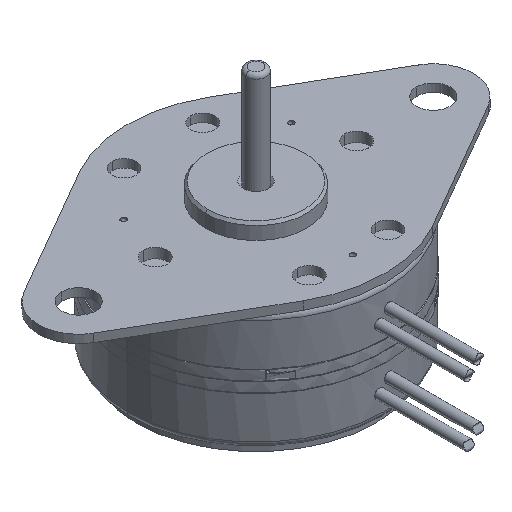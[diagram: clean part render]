
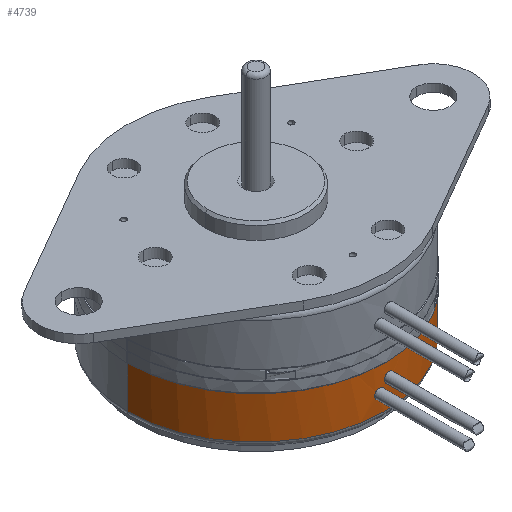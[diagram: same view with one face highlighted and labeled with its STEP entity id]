
A CAD part, isometric view. The second image highlights one B-rep face of the part: STEP entity #4739.
In plain terms, the highlighted cylindrical face has radius 12.639 mm (diameter 25.278 mm), a partial arc.
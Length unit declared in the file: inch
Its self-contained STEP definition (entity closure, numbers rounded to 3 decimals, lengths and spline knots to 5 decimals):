
#332=CARTESIAN_POINT('',(0.,0.,0.));
#333=DIRECTION('',(0.,0.,-1.));
#334=DIRECTION('',(1.,0.,0.));
#335=AXIS2_PLACEMENT_3D('',#332,#333,#334);
#403=DIRECTION('',(0.,0.,-1.));
#404=VECTOR('',#403,0.2044);
#405=CARTESIAN_POINT('',(-0.4976,0.,0.));
#406=LINE('',#405,#404);
#407=DIRECTION('',(0.,0.,1.));
#408=VECTOR('',#407,0.2044);
#409=CARTESIAN_POINT('',(0.4976,0.,-0.2044));
#410=LINE('',#409,#408);
#583=CARTESIAN_POINT('',(0.,0.,0.));
#584=DIRECTION('',(0.,0.,-1.));
#585=DIRECTION('',(0.535,-0.845,0.));
#586=AXIS2_PLACEMENT_3D('',#583,#584,#585);
#629=CARTESIAN_POINT('',(0.33233,-0.37036,-0.01));
#630=CARTESIAN_POINT('',(0.33233,-0.37036,
-0.00868));
#631=CARTESIAN_POINT('',(0.33268,-0.37004,
-0.00622));
#632=CARTESIAN_POINT('',(0.33436,-0.36853,
-0.00275));
#633=CARTESIAN_POINT('',(0.33696,-0.36616,
-0.00049));
#634=CARTESIAN_POINT('',(0.33881,-0.36444,0.));
#635=CARTESIAN_POINT('',(0.3398,-0.36351,0.));
#637=DIRECTION('',(0.,0.,-1.));
#638=VECTOR('',#637,0.027);
#639=CARTESIAN_POINT('',(0.26638,-0.42029,0.));
#640=LINE('',#639,#638);
#641=DIRECTION('',(0.,0.,-1.));
#642=VECTOR('',#641,0.01);
#643=CARTESIAN_POINT('',(0.32512,-0.3767,-0.027));
#644=LINE('',#643,#642);
#645=DIRECTION('',(0.,0.,1.));
#646=VECTOR('',#645,0.027);
#647=CARTESIAN_POINT('',(0.33233,-0.37036,-0.037));
#648=LINE('',#647,#646);
#649=CARTESIAN_POINT('',(0.037,-0.49622,-0.0981));
#650=CARTESIAN_POINT('',(0.037,-0.49622,
-0.09564));
#651=CARTESIAN_POINT('',(0.03611,-0.49629,
-0.09107));
#652=CARTESIAN_POINT('',(0.03198,-0.49658,
-0.0847));
#653=CARTESIAN_POINT('',(0.0258,-0.49695,
-0.08058));
#654=CARTESIAN_POINT('',(0.01849,-0.49728,
-0.07911));
#655=CARTESIAN_POINT('',(0.01119,-0.49749,
-0.08059));
#656=CARTESIAN_POINT('',(0.00501,-0.49758,
-0.08471));
#657=CARTESIAN_POINT('',(0.00089,-0.4976,
-0.09108));
#658=CARTESIAN_POINT('',(0.,-0.4976,-0.09564));
#659=CARTESIAN_POINT('',(0.,-0.4976,-0.0981));
#661=CARTESIAN_POINT('',(0.,-0.4976,-0.0981));
#662=CARTESIAN_POINT('',(0.,-0.4976,-0.10057));
#663=CARTESIAN_POINT('',(0.0009,-0.4976,
-0.10514));
#664=CARTESIAN_POINT('',(0.00503,-0.49758,
-0.11151));
#665=CARTESIAN_POINT('',(0.01121,-0.49749,
-0.11562));
#666=CARTESIAN_POINT('',(0.01852,-0.49727,
-0.11709));
#667=CARTESIAN_POINT('',(0.02582,-0.49695,
-0.11561));
#668=CARTESIAN_POINT('',(0.032,-0.49658,
-0.11148));
#669=CARTESIAN_POINT('',(0.03612,-0.49629,
-0.10511));
#670=CARTESIAN_POINT('',(0.037,-0.49622,
-0.10055));
#671=CARTESIAN_POINT('',(0.037,-0.49622,-0.0981));
#673=CARTESIAN_POINT('',(0.,-0.4976,-0.1351));
#674=CARTESIAN_POINT('',(0.,-0.4976,-0.13263));
#675=CARTESIAN_POINT('',(-0.0009,-0.4976,
-0.12806));
#676=CARTESIAN_POINT('',(-0.00503,-0.49758,
-0.12169));
#677=CARTESIAN_POINT('',(-0.01121,-0.49749,
-0.11758));
#678=CARTESIAN_POINT('',(-0.01852,-0.49727,
-0.11611));
#679=CARTESIAN_POINT('',(-0.02582,-0.49695,
-0.11759));
#680=CARTESIAN_POINT('',(-0.032,-0.49658,
-0.12172));
#681=CARTESIAN_POINT('',(-0.03612,-0.49629,
-0.12809));
#682=CARTESIAN_POINT('',(-0.037,-0.49622,
-0.13265));
#683=CARTESIAN_POINT('',(-0.037,-0.49622,-0.1351));
#685=CARTESIAN_POINT('',(-0.037,-0.49622,-0.1351));
#686=CARTESIAN_POINT('',(-0.037,-0.49622,
-0.13756));
#687=CARTESIAN_POINT('',(-0.03611,-0.49629,
-0.14213));
#688=CARTESIAN_POINT('',(-0.03198,-0.49658,
-0.1485));
#689=CARTESIAN_POINT('',(-0.0258,-0.49695,
-0.15262));
#690=CARTESIAN_POINT('',(-0.01849,-0.49728,
-0.15409));
#691=CARTESIAN_POINT('',(-0.01119,-0.49749,
-0.15261));
#692=CARTESIAN_POINT('',(-0.00501,-0.49758,
-0.14849));
#693=CARTESIAN_POINT('',(-0.00089,-0.4976,
-0.14212));
#694=CARTESIAN_POINT('',(0.,-0.4976,-0.13756));
#695=CARTESIAN_POINT('',(0.,-0.4976,-0.1351));
#702=CARTESIAN_POINT('',(0.,0.,-0.2044));
#703=DIRECTION('',(0.,0.,1.));
#704=DIRECTION('',(-1.,0.,0.));
#705=AXIS2_PLACEMENT_3D('',#702,#703,#704);
#1155=CARTESIAN_POINT('',(0.,0.,-0.027));
#1156=DIRECTION('',(0.,0.,-1.));
#1157=DIRECTION('',(0.653,-0.757,0.));
#1158=AXIS2_PLACEMENT_3D('',#1155,#1156,#1157);
#1173=CARTESIAN_POINT('',(0.,0.,-0.037));
#1174=DIRECTION('',(0.,0.,-1.));
#1175=DIRECTION('',(0.668,-0.744,0.));
#1176=AXIS2_PLACEMENT_3D('',#1173,#1174,#1175);
#3429=CARTESIAN_POINT('',(0.4976,0.,-0.2044));
#3430=VERTEX_POINT('',#3429);
#3431=CARTESIAN_POINT('',(-0.4976,0.,-0.2044));
#3432=VERTEX_POINT('',#3431);
#3433=CARTESIAN_POINT('',(0.4976,0.,0.));
#3434=CARTESIAN_POINT('',(0.3398,-0.36351,
0.));
#3435=VERTEX_POINT('',#3433);
#3436=VERTEX_POINT('',#3434);
#3437=CARTESIAN_POINT('',(-0.4976,0.,0.));
#3438=VERTEX_POINT('',#3437);
#3439=CARTESIAN_POINT('',(0.26638,-0.42029,
0.));
#3440=VERTEX_POINT('',#3439);
#3441=VERTEX_POINT('',#649);
#3442=VERTEX_POINT('',#659);
#3443=VERTEX_POINT('',#673);
#3444=VERTEX_POINT('',#683);
#3448=CARTESIAN_POINT('',(0.33233,-0.37036,-0.01));
#3449=VERTEX_POINT('',#3448);
#3451=CARTESIAN_POINT('',(0.33233,-0.37036,-0.037));
#3453=VERTEX_POINT('',#3451);
#3456=CARTESIAN_POINT('',(0.32512,-0.3767,-0.037));
#3457=VERTEX_POINT('',#3456);
#3460=CARTESIAN_POINT('',(0.32512,-0.3767,-0.027));
#3461=VERTEX_POINT('',#3460);
#3464=CARTESIAN_POINT('',(0.26638,-0.42029,-0.027));
#3465=VERTEX_POINT('',#3464);
#4703=CARTESIAN_POINT('',(0.,0.,-0.20849));
#4704=DIRECTION('',(0.,0.,1.));
#4705=DIRECTION('',(-1.,0.,0.));
#4706=AXIS2_PLACEMENT_3D('',#4703,#4704,#4705);
#4707=CYLINDRICAL_SURFACE('',#4706,0.4976);
#4708=ORIENTED_EDGE('',*,*,#4694,.T.);
#4709=ORIENTED_EDGE('',*,*,#4333,.F.);
#4710=ORIENTED_EDGE('',*,*,#4386,.F.);
#4712=ORIENTED_EDGE('',*,*,#4711,.F.);
#4713=ORIENTED_EDGE('',*,*,#4382,.F.);
#4714=ORIENTED_EDGE('',*,*,#4657,.F.);
#4716=ORIENTED_EDGE('',*,*,#4715,.T.);
#4718=ORIENTED_EDGE('',*,*,#4717,.F.);
#4720=ORIENTED_EDGE('',*,*,#4719,.T.);
#4722=ORIENTED_EDGE('',*,*,#4721,.F.);
#4724=ORIENTED_EDGE('',*,*,#4723,.T.);
#4725=EDGE_LOOP('',(#4708,#4709,#4710,#4712,#4713,#4714,#4716,#4718,#4720,#4722,
#4724));
#4726=FACE_OUTER_BOUND('',#4725,.F.);
#4728=ORIENTED_EDGE('',*,*,#4727,.T.);
#4730=ORIENTED_EDGE('',*,*,#4729,.T.);
#4731=EDGE_LOOP('',(#4728,#4730));
#4732=FACE_BOUND('',#4731,.F.);
#4734=ORIENTED_EDGE('',*,*,#4733,.T.);
#4736=ORIENTED_EDGE('',*,*,#4735,.T.);
#4737=EDGE_LOOP('',(#4734,#4736));
#4738=FACE_BOUND('',#4737,.F.);
#4739=ADVANCED_FACE('',(#4726,#4732,#4738),#4707,.T.);
#336=CIRCLE('',#335,0.4976);
#587=CIRCLE('',#586,0.4976);
#636=B_SPLINE_CURVE_WITH_KNOTS('',3,(#629,#630,#631,#632,#633,#634,#635),
.UNSPECIFIED.,.F.,.F.,(4,1,1,1,4),(0.,0.25,0.5,0.75,1.),
.UNSPECIFIED.);
#660=B_SPLINE_CURVE_WITH_KNOTS('',3,(#649,#650,#651,#652,#653,#654,#655,#656,
#657,#658,#659),.UNSPECIFIED.,.F.,.F.,(4,1,1,1,1,1,1,1,4),(0.,0.125,0.25,
0.375,0.5,0.625,0.75,0.875,1.),.UNSPECIFIED.);
#672=B_SPLINE_CURVE_WITH_KNOTS('',3,(#661,#662,#663,#664,#665,#666,#667,#668,
#669,#670,#671),.UNSPECIFIED.,.F.,.F.,(4,1,1,1,1,1,1,1,4),(0.,0.125,0.25,
0.375,0.5,0.625,0.75,0.875,1.),.UNSPECIFIED.);
#684=B_SPLINE_CURVE_WITH_KNOTS('',3,(#673,#674,#675,#676,#677,#678,#679,#680,
#681,#682,#683),.UNSPECIFIED.,.F.,.F.,(4,1,1,1,1,1,1,1,4),(0.,0.125,0.25,
0.375,0.5,0.625,0.75,0.875,1.),.UNSPECIFIED.);
#696=B_SPLINE_CURVE_WITH_KNOTS('',3,(#685,#686,#687,#688,#689,#690,#691,#692,
#693,#694,#695),.UNSPECIFIED.,.F.,.F.,(4,1,1,1,1,1,1,1,4),(0.,0.125,0.25,
0.375,0.5,0.625,0.75,0.875,1.),.UNSPECIFIED.);
#706=CIRCLE('',#705,0.4976);
#1159=CIRCLE('',#1158,0.4976);
#1177=CIRCLE('',#1176,0.4976);
#4333=EDGE_CURVE('',#3435,#3436,#336,.T.);
#4382=EDGE_CURVE('',#3438,#3432,#406,.T.);
#4386=EDGE_CURVE('',#3430,#3435,#410,.T.);
#4657=EDGE_CURVE('',#3440,#3438,#587,.T.);
#4694=EDGE_CURVE('',#3449,#3436,#636,.T.);
#4711=EDGE_CURVE('',#3432,#3430,#706,.T.);
#4715=EDGE_CURVE('',#3440,#3465,#640,.T.);
#4717=EDGE_CURVE('',#3461,#3465,#1159,.T.);
#4719=EDGE_CURVE('',#3461,#3457,#644,.T.);
#4721=EDGE_CURVE('',#3453,#3457,#1177,.T.);
#4723=EDGE_CURVE('',#3453,#3449,#648,.T.);
#4727=EDGE_CURVE('',#3441,#3442,#660,.T.);
#4729=EDGE_CURVE('',#3442,#3441,#672,.T.);
#4733=EDGE_CURVE('',#3443,#3444,#684,.T.);
#4735=EDGE_CURVE('',#3444,#3443,#696,.T.);
